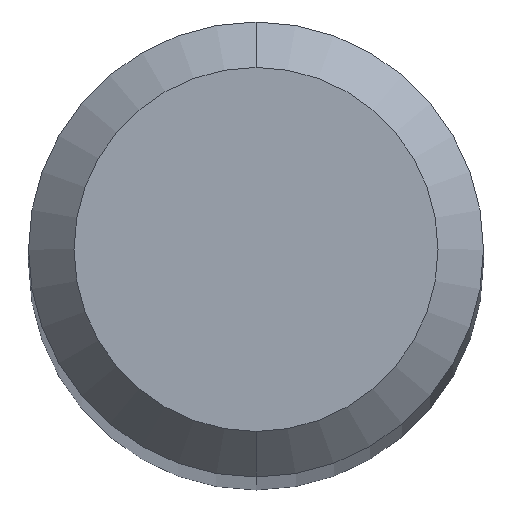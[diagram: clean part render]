
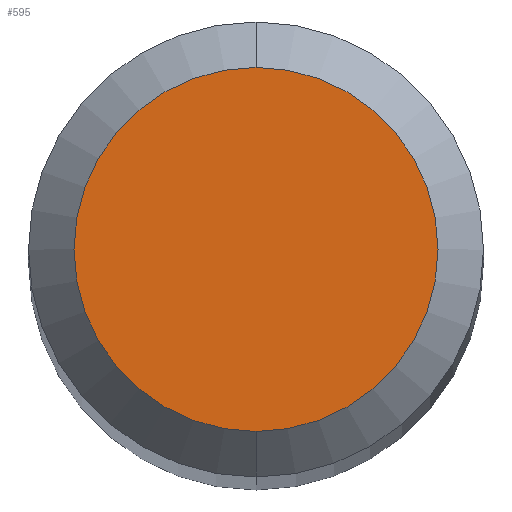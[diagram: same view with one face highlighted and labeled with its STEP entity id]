
A CAD part, top view. The second image highlights one B-rep face of the part: STEP entity #595.
In plain terms, the highlighted planar face has unit normal (0, 0, 1).
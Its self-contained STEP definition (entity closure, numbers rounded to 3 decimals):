
#361=EDGE_CURVE('',#647,#617,#1020,.T.);
#513=EDGE_CURVE('',#617,#647,#1181,.T.);
#595=ADVANCED_FACE('',(#1270),#1271,.T.);
#617=VERTEX_POINT('',#1297);
#647=VERTEX_POINT('',#1332);
#1020=CIRCLE('',#1771,1.2);
#1181=CIRCLE('',#2319,1.2);
#1270=FACE_OUTER_BOUND('',#2604,.T.);
#1271=PLANE('',#2605);
#1297=CARTESIAN_POINT('',(0.0,1.2,0.0));
#1332=CARTESIAN_POINT('',(0.,-1.2,0.0));
#1771=AXIS2_PLACEMENT_3D('',#6086,#6087,#6088);
#2319=AXIS2_PLACEMENT_3D('',#6204,#6205,#6206);
#2604=EDGE_LOOP('',(#6306,#6307));
#2605=AXIS2_PLACEMENT_3D('',#6308,#6309,#6310);
#6086=CARTESIAN_POINT('',(0.0,0.0,0.0));
#6087=DIRECTION('',(0.0,0.0,-1.0));
#6088=DIRECTION('',(0.0,1.0,0.0));
#6204=CARTESIAN_POINT('',(0.0,0.0,0.0));
#6205=DIRECTION('',(0.0,0.0,-1.0));
#6206=DIRECTION('',(0.0,1.0,0.0));
#6306=ORIENTED_EDGE('',*,*,#513,.F.);
#6307=ORIENTED_EDGE('',*,*,#361,.F.);
#6308=CARTESIAN_POINT('',(0.0,0.6,0.0));
#6309=DIRECTION('',(-0.0,0.0,1.0));
#6310=DIRECTION('',(0.0,-1.0,0.0));
